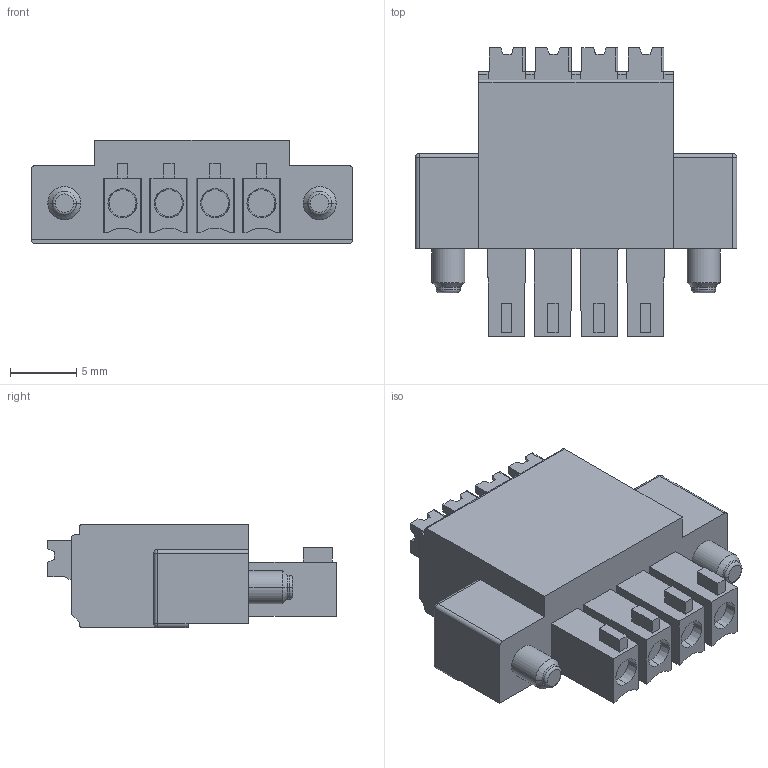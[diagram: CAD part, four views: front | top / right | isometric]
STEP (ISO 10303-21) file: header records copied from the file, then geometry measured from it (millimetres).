
FILE_DESCRIPTION((''),'2;1');
FILE_NAME('4','2020-06-17T',('P'),(''),'PRO/ENGINEER BY PARAMETRIC TECHNOLOGY CORPORATION, 2012360','PRO/ENGINEER BY PARAMETRIC TECHNOLOGY CORPORATION, 2012360','');
FILE_SCHEMA(('AUTOMOTIVE_DESIGN { 1 0 10303 214 1 1 1 1 }'));
Length unit declared in the file: millimetre
Products named in the file (1): 4
Bounding box: 24.3 x 21.8 x 7.8 mm (x, y, z)
Volume: 2129.1 mm3; surface area: 1745.3 mm2
Topology: 1 solids, 1 shells, 287 faces, 826 edges, 553 vertices
Faces by surface type: plane 202, cylinder 57, cone 16, torus 8, sphere 4
Entity records: 9520 total; most frequent: CARTESIAN_POINT 1766, ORIENTED_EDGE 1644, DIRECTION 1557, EDGE_CURVE 822, VECTOR 581, LINE 581, VERTEX_POINT 553, AXIS2_PLACEMENT_3D 488
